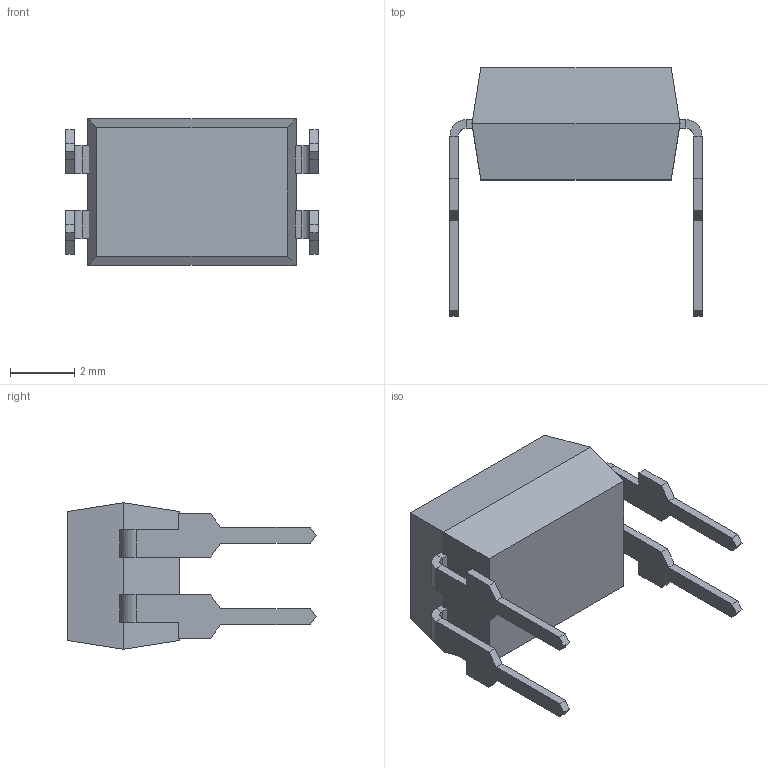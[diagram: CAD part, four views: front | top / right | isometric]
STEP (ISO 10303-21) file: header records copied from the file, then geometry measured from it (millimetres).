
FILE_DESCRIPTION (( 'STEP AP214' ), '1' );
FILE_NAME ('DIP4-TH.STEP', '2015-12-06T17:23:45', ( '' ), ( '' ), 'SwSTEP 2.0', 'SolidWorks 2015', '' );
FILE_SCHEMA (( 'AUTOMOTIVE_DESIGN' ));
Length unit declared in the file: millimetre
Products named in the file (2): DIP4-TH
Bounding box: 7.88 x 7.75 x 4.58 mm (x, y, z)
Volume: 111.2 mm3; surface area: 285.7 mm2
Topology: 3 solids, 3 shells, 117 faces, 300 edges, 188 vertices
Faces by surface type: plane 107, cylinder 10
Entity records: 3660 total; most frequent: CARTESIAN_POINT 607, ORIENTED_EDGE 600, DIRECTION 558, EDGE_CURVE 300, VECTOR 280, LINE 280, VERTEX_POINT 188, AXIS2_PLACEMENT_3D 139
